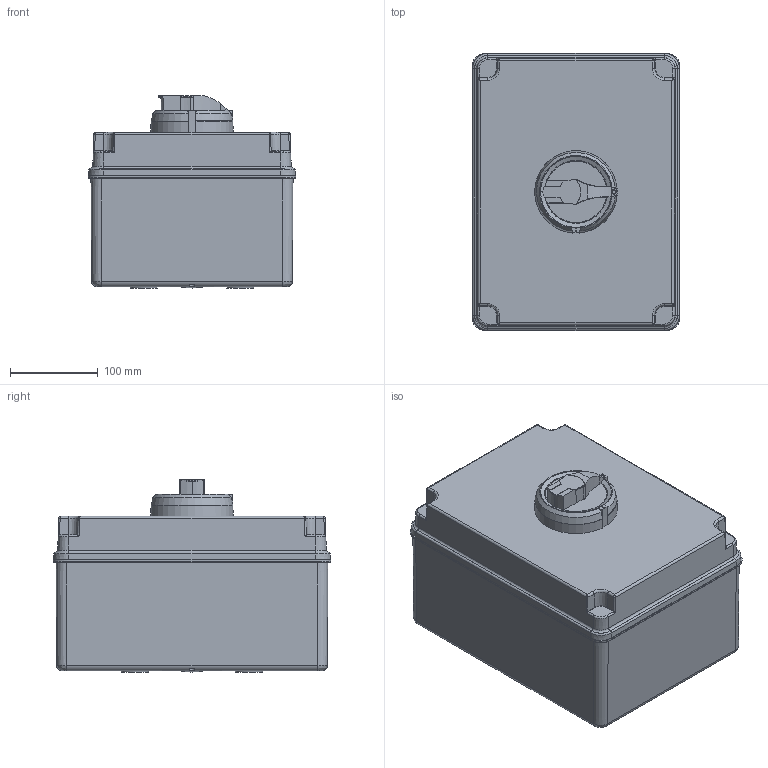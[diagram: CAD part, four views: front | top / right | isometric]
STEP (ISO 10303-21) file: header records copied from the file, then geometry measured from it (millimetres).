
FILE_DESCRIPTION((''),'2;1');
FILE_NAME('GW70423P_ASM','2020-07-21T13:26:30',('user'),('Technoprobe spa'),'CREO PARAMETRIC BY PTC INC, 2019471','CREO PARAMETRIC BY PTC INC, 2019471','');
FILE_SCHEMA(('CONFIG_CONTROL_DESIGN'));
Length unit declared in the file: millimetre
Products named in the file (3): 64512833BXXX_LAVORAZ_COPERCHIO_; 55916357DXXX_FONDO_ALTO_CASS_IP; GW70423P_ASM
Assembly tree (2 placements, depth 2):
  GW70423P_ASM
    64512833BXXX_LAVORAZ_COPERCHIO_
    55916357DXXX_FONDO_ALTO_CASS_IP
Bounding box: 236.5 x 316 x 219.7 mm (x, y, z)
Volume: 1493459.2 mm3; surface area: 723874.5 mm2
Topology: 2 solids, 2 shells, 1414 faces, 3772 edges, 2426 vertices
Faces by surface type: plane 785, cone 304, cylinder 190, torus 93, bspline 38, sphere 4
Entity records: 47213 total; most frequent: CARTESIAN_POINT 12179, ORIENTED_EDGE 7504, DIRECTION 7026, EDGE_CURVE 3752, VERTEX_POINT 2426, AXIS2_PLACEMENT_3D 2347, VECTOR 2332, LINE 2332
